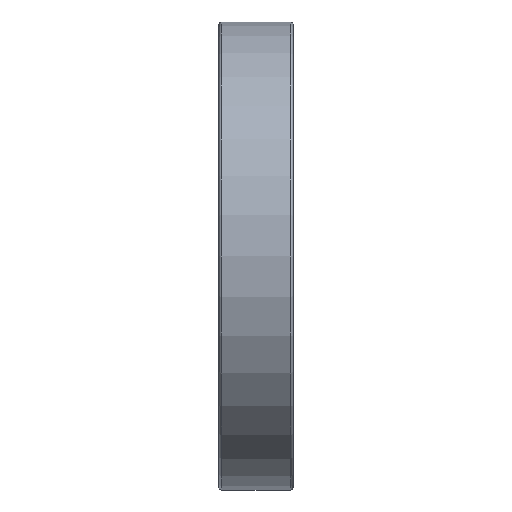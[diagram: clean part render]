
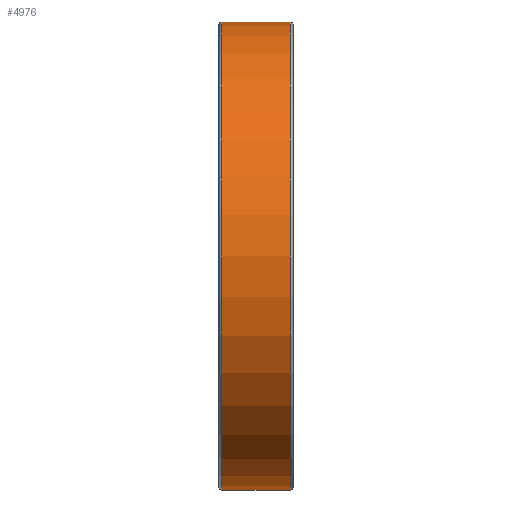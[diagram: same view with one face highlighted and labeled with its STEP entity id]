
A CAD part, front view. The second image highlights one B-rep face of the part: STEP entity #4976.
In plain terms, the highlighted cylindrical face has radius 22 mm (diameter 44 mm), a partial arc.
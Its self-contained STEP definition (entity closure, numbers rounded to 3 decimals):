
#55 = CIRCLE ( 'NONE', #7372, 22. ) ;
#348 = CARTESIAN_POINT ( 'NONE',  ( -20.637, 0., 0. ) ) ;
#504 = CIRCLE ( 'NONE', #1083, 22. ) ;
#750 = VECTOR ( 'NONE', #4469, 1000. ) ;
#855 = DIRECTION ( 'NONE',  ( 1., 0., 0. ) ) ;
#1083 = AXIS2_PLACEMENT_3D ( 'NONE', #2627, #5076, #8017 ) ;
#1448 = CARTESIAN_POINT ( 'NONE',  ( -20.637, 0., -22. ) ) ;
#2222 = VERTEX_POINT ( 'NONE', #8849 ) ;
#2627 = CARTESIAN_POINT ( 'NONE',  ( -3.2, 0., 0. ) ) ;
#2708 = DIRECTION ( 'NONE',  ( 0., 0., -1. ) ) ;
#3169 = CARTESIAN_POINT ( 'NONE',  ( 3.2, 0., -22. ) ) ;
#3199 = ORIENTED_EDGE ( 'NONE', *, *, #6724, .T. ) ;
#3593 = CARTESIAN_POINT ( 'NONE',  ( -3.2, 0., -22. ) ) ;
#3690 = ORIENTED_EDGE ( 'NONE', *, *, #5688, .F. ) ;
#3733 = DIRECTION ( 'NONE',  ( 1., 0., 0. ) ) ;
#3878 = EDGE_LOOP ( 'NONE', ( #9756, #9212, #3199, #3690 ) ) ;
#4046 = VERTEX_POINT ( 'NONE', #9728 ) ;
#4304 = VERTEX_POINT ( 'NONE', #3169 ) ;
#4405 = CARTESIAN_POINT ( 'NONE',  ( -20.637, 0., 22. ) ) ;
#4469 = DIRECTION ( 'NONE',  ( 1., 0., 0. ) ) ;
#4682 = VECTOR ( 'NONE', #3733, 1000. ) ;
#4815 = CYLINDRICAL_SURFACE ( 'NONE', #6168, 22. ) ;
#4976 = ADVANCED_FACE ( 'NONE', ( #8680 ), #4815, .T. ) ;
#5076 = DIRECTION ( 'NONE',  ( 1., 0., 0. ) ) ;
#5688 = EDGE_CURVE ( 'NONE', #4046, #4304, #55, .T. ) ;
#6168 = AXIS2_PLACEMENT_3D ( 'NONE', #348, #7326, #2708 ) ;
#6724 = EDGE_CURVE ( 'NONE', #9331, #4304, #7298, .T. ) ;
#7298 = LINE ( 'NONE', #1448, #4682 ) ;
#7326 = DIRECTION ( 'NONE',  ( 1., 0., 0. ) ) ;
#7344 = EDGE_CURVE ( 'NONE', #2222, #9331, #504, .T. ) ;
#7372 = AXIS2_PLACEMENT_3D ( 'NONE', #9488, #855, #8695 ) ;
#7915 = LINE ( 'NONE', #4405, #750 ) ;
#8017 = DIRECTION ( 'NONE',  ( 0., 0., -1. ) ) ;
#8422 = EDGE_CURVE ( 'NONE', #2222, #4046, #7915, .T. ) ;
#8680 = FACE_OUTER_BOUND ( 'NONE', #3878, .T. ) ;
#8695 = DIRECTION ( 'NONE',  ( 0., 0., -1. ) ) ;
#8849 = CARTESIAN_POINT ( 'NONE',  ( -3.2, 0., 22. ) ) ;
#9212 = ORIENTED_EDGE ( 'NONE', *, *, #7344, .T. ) ;
#9331 = VERTEX_POINT ( 'NONE', #3593 ) ;
#9488 = CARTESIAN_POINT ( 'NONE',  ( 3.2, 0., 0. ) ) ;
#9728 = CARTESIAN_POINT ( 'NONE',  ( 3.2, 0., 22. ) ) ;
#9756 = ORIENTED_EDGE ( 'NONE', *, *, #8422, .F. ) ;
